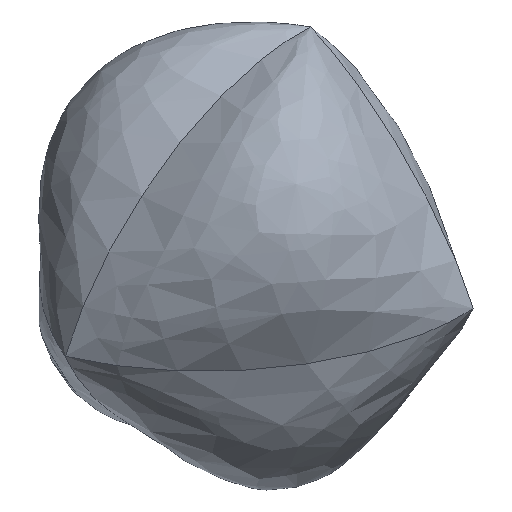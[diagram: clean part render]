
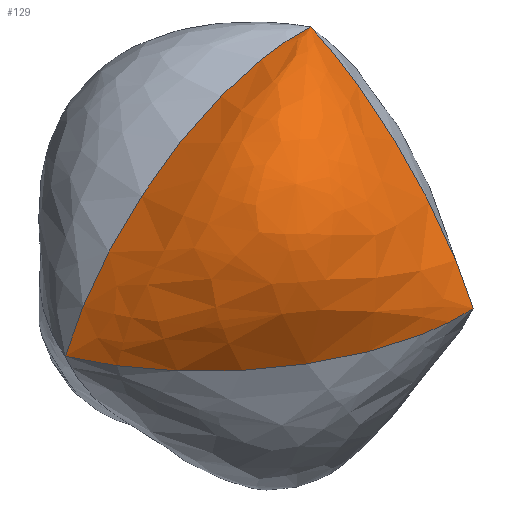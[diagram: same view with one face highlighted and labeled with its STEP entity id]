
A CAD part, isometric view. The second image highlights one B-rep face of the part: STEP entity #129.
In plain terms, the highlighted free-form (B-spline) face has degree [2, 2] with [3, 3] control points.
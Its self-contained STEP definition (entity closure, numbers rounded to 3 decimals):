
#24 = VERTEX_POINT('',#25);
#25 = CARTESIAN_POINT('',(0.,0.,0.05
    ));
#32 = ( BOUNDED_SURFACE() B_SPLINE_SURFACE(2,2,(
    (#33,#34,#35)
    ,(#36,#37,#38)
    ,(#39,#40,#41
)),.UNSPECIFIED.,.F.,.F.,.F.) B_SPLINE_SURFACE_WITH_KNOTS((3,3),(3,3),(
    1.571,3.142),(0.,1.571),
.PIECEWISE_BEZIER_KNOTS.) GEOMETRIC_REPRESENTATION_ITEM() 
RATIONAL_B_SPLINE_SURFACE((
    (1.,0.707,1.)
    ,(0.707,0.5,0.707)
,(1.,0.707,1.))) REPRESENTATION_ITEM('') SURFACE() );
#33 = CARTESIAN_POINT('',(0.,0.05,0.)
  );
#34 = CARTESIAN_POINT('',(0.,0.035,
    0.035));
#35 = CARTESIAN_POINT('',(0.,0.,0.05)
  );
#36 = CARTESIAN_POINT('',(-0.053,0.053,
    0.));
#37 = CARTESIAN_POINT('',(-0.087,0.087,
    0.087));
#38 = CARTESIAN_POINT('',(0.,0.,0.05)
  );
#39 = CARTESIAN_POINT('',(-0.075,0.,
    0.));
#40 = CARTESIAN_POINT('',(-0.053,0.,
    0.053));
#41 = CARTESIAN_POINT('',(0.,0.,0.05
    ));
#67 = VERTEX_POINT('',#68);
#68 = CARTESIAN_POINT('',(-0.075,0.,
    0.));
#99 = EDGE_CURVE('',#67,#24,#100,.T.);
#100 = SURFACE_CURVE('',#101,(#105,#112),.PCURVE_S1.);
#101 = ( BOUNDED_CURVE() B_SPLINE_CURVE(2,(#102,#103,#104),
.UNSPECIFIED.,.F.,.F.) B_SPLINE_CURVE_WITH_KNOTS((3,3),(0.,
1.571),.PIECEWISE_BEZIER_KNOTS.) CURVE() 
GEOMETRIC_REPRESENTATION_ITEM() RATIONAL_B_SPLINE_CURVE((1.,
0.707,1.)) REPRESENTATION_ITEM('') );
#102 = CARTESIAN_POINT('',(-0.075,0.,
    0.));
#103 = CARTESIAN_POINT('',(-0.053,0.,
    0.053));
#104 = CARTESIAN_POINT('',(0.,0.,
    0.05));
#105 = PCURVE('',#32,#106);
#106 = DEFINITIONAL_REPRESENTATION('',(#107),#111);
#107 = LINE('',#108,#109);
#108 = CARTESIAN_POINT('',(3.142,0.));
#109 = VECTOR('',#110,1.);
#110 = DIRECTION('',(0.,1.));
#111 = ( GEOMETRIC_REPRESENTATION_CONTEXT(2) 
PARAMETRIC_REPRESENTATION_CONTEXT() REPRESENTATION_CONTEXT('2D SPACE',''
  ) );
#112 = PCURVE('',#113,#123);
#113 = ( BOUNDED_SURFACE() B_SPLINE_SURFACE(2,2,(
    (#114,#115,#116)
    ,(#117,#118,#119)
    ,(#120,#121,#122
)),.UNSPECIFIED.,.F.,.F.,.F.) B_SPLINE_SURFACE_WITH_KNOTS((3,3),(3,3),(
    3.142,4.712),(0.,1.571),
.PIECEWISE_BEZIER_KNOTS.) GEOMETRIC_REPRESENTATION_ITEM() 
RATIONAL_B_SPLINE_SURFACE((
    (1.,0.707,1.)
    ,(0.707,0.5,0.707)
,(1.,0.707,1.))) REPRESENTATION_ITEM('') SURFACE() );
#114 = CARTESIAN_POINT('',(-0.075,0.,
    0.));
#115 = CARTESIAN_POINT('',(-0.053,0.,
    0.053));
#116 = CARTESIAN_POINT('',(0.,0.,0.05
    ));
#117 = CARTESIAN_POINT('',(-0.053,-0.053,
    0.));
#118 = CARTESIAN_POINT('',(-0.087,-0.087,
    0.087));
#119 = CARTESIAN_POINT('',(0.,0.,
    0.05));
#120 = CARTESIAN_POINT('',(0.,-0.05,
    0.));
#121 = CARTESIAN_POINT('',(0.,-0.035,
    0.035));
#122 = CARTESIAN_POINT('',(0.,0.,
    0.05));
#123 = DEFINITIONAL_REPRESENTATION('',(#124),#128);
#124 = LINE('',#125,#126);
#125 = CARTESIAN_POINT('',(3.142,0.));
#126 = VECTOR('',#127,1.);
#127 = DIRECTION('',(0.,1.));
#128 = ( GEOMETRIC_REPRESENTATION_CONTEXT(2) 
PARAMETRIC_REPRESENTATION_CONTEXT() REPRESENTATION_CONTEXT('2D SPACE',''
  ) );
#129 = ADVANCED_FACE('',(#130),#113,.T.);
#130 = FACE_BOUND('',#131,.T.);
#131 = EDGE_LOOP('',(#132,#133,#166));
#132 = ORIENTED_EDGE('',*,*,#99,.F.);
#133 = ORIENTED_EDGE('',*,*,#134,.T.);
#134 = EDGE_CURVE('',#67,#135,#137,.T.);
#135 = VERTEX_POINT('',#136);
#136 = CARTESIAN_POINT('',(0.,-0.05,
    0.));
#137 = SURFACE_CURVE('',#138,(#142,#149),.PCURVE_S1.);
#138 = ( BOUNDED_CURVE() B_SPLINE_CURVE(2,(#139,#140,#141),
.UNSPECIFIED.,.F.,.F.) B_SPLINE_CURVE_WITH_KNOTS((3,3),(3.142,
4.712),.PIECEWISE_BEZIER_KNOTS.) CURVE() 
GEOMETRIC_REPRESENTATION_ITEM() RATIONAL_B_SPLINE_CURVE((1.,
0.707,1.)) REPRESENTATION_ITEM('') );
#139 = CARTESIAN_POINT('',(-0.075,0.,
    0.));
#140 = CARTESIAN_POINT('',(-0.053,-0.053,
    0.));
#141 = CARTESIAN_POINT('',(0.,-0.05,0.
    ));
#142 = PCURVE('',#113,#143);
#143 = DEFINITIONAL_REPRESENTATION('',(#144),#148);
#144 = LINE('',#145,#146);
#145 = CARTESIAN_POINT('',(0.,0.));
#146 = VECTOR('',#147,1.);
#147 = DIRECTION('',(1.,0.));
#148 = ( GEOMETRIC_REPRESENTATION_CONTEXT(2) 
PARAMETRIC_REPRESENTATION_CONTEXT() REPRESENTATION_CONTEXT('2D SPACE',''
  ) );
#149 = PCURVE('',#150,#160);
#150 = ( BOUNDED_SURFACE() B_SPLINE_SURFACE(2,2,(
    (#151,#152,#153)
    ,(#154,#155,#156)
    ,(#157,#158,#159
)),.UNSPECIFIED.,.F.,.F.,.F.) B_SPLINE_SURFACE_WITH_KNOTS((3,3),(3,3),(
    3.142,4.712),(-1.571,0.),
.PIECEWISE_BEZIER_KNOTS.) GEOMETRIC_REPRESENTATION_ITEM() 
RATIONAL_B_SPLINE_SURFACE((
    (1.,0.707,1.)
    ,(0.707,0.5,0.707)
,(1.,0.707,1.))) REPRESENTATION_ITEM('') SURFACE() );
#151 = CARTESIAN_POINT('',(0.,0.,
    -0.05));
#152 = CARTESIAN_POINT('',(-0.053,0.,
    -0.053));
#153 = CARTESIAN_POINT('',(-0.075,0.,
    0.));
#154 = CARTESIAN_POINT('',(0.,0.,
    -0.05));
#155 = CARTESIAN_POINT('',(-0.087,-0.087,
    -0.087));
#156 = CARTESIAN_POINT('',(-0.053,-0.053,
    0.));
#157 = CARTESIAN_POINT('',(0.,0.,
    -0.05));
#158 = CARTESIAN_POINT('',(0.,-0.035,
    -0.035));
#159 = CARTESIAN_POINT('',(0.,-0.05,0.
    ));
#160 = DEFINITIONAL_REPRESENTATION('',(#161),#165);
#161 = LINE('',#162,#163);
#162 = CARTESIAN_POINT('',(0.,0.));
#163 = VECTOR('',#164,1.);
#164 = DIRECTION('',(1.,0.));
#165 = ( GEOMETRIC_REPRESENTATION_CONTEXT(2) 
PARAMETRIC_REPRESENTATION_CONTEXT() REPRESENTATION_CONTEXT('2D SPACE',''
  ) );
#166 = ORIENTED_EDGE('',*,*,#167,.T.);
#167 = EDGE_CURVE('',#135,#24,#168,.T.);
#168 = SURFACE_CURVE('',#169,(#173,#180),.PCURVE_S1.);
#169 = ( BOUNDED_CURVE() B_SPLINE_CURVE(2,(#170,#171,#172),
.UNSPECIFIED.,.F.,.F.) B_SPLINE_CURVE_WITH_KNOTS((3,3),(0.,
1.571),.PIECEWISE_BEZIER_KNOTS.) CURVE() 
GEOMETRIC_REPRESENTATION_ITEM() RATIONAL_B_SPLINE_CURVE((1.,
0.707,1.)) REPRESENTATION_ITEM('') );
#170 = CARTESIAN_POINT('',(0.,-0.05,
    0.));
#171 = CARTESIAN_POINT('',(0.,-0.035,
    0.035));
#172 = CARTESIAN_POINT('',(0.,0.,
    0.05));
#173 = PCURVE('',#113,#174);
#174 = DEFINITIONAL_REPRESENTATION('',(#175),#179);
#175 = LINE('',#176,#177);
#176 = CARTESIAN_POINT('',(4.712,0.));
#177 = VECTOR('',#178,1.);
#178 = DIRECTION('',(0.,1.));
#179 = ( GEOMETRIC_REPRESENTATION_CONTEXT(2) 
PARAMETRIC_REPRESENTATION_CONTEXT() REPRESENTATION_CONTEXT('2D SPACE',''
  ) );
#180 = PCURVE('',#181,#191);
#181 = ( BOUNDED_SURFACE() B_SPLINE_SURFACE(2,2,(
    (#182,#183,#184)
    ,(#185,#186,#187)
    ,(#188,#189,#190
)),.UNSPECIFIED.,.F.,.F.,.F.) B_SPLINE_SURFACE_WITH_KNOTS((3,3),(3,3),(
    4.712,6.283),(0.,1.571),
.PIECEWISE_BEZIER_KNOTS.) GEOMETRIC_REPRESENTATION_ITEM() 
RATIONAL_B_SPLINE_SURFACE((
    (1.,0.707,1.)
    ,(0.707,0.5,0.707)
,(1.,0.707,1.))) REPRESENTATION_ITEM('') SURFACE() );
#182 = CARTESIAN_POINT('',(0.,-0.05,
    0.));
#183 = CARTESIAN_POINT('',(0.,-0.035,
    0.035));
#184 = CARTESIAN_POINT('',(0.,0.,
    0.05));
#185 = CARTESIAN_POINT('',(0.017,-0.017,
    0.));
#186 = CARTESIAN_POINT('',(0.028,-0.028,
    0.028));
#187 = CARTESIAN_POINT('',(0.,0.,0.05
    ));
#188 = CARTESIAN_POINT('',(0.025,0.,
    0.));
#189 = CARTESIAN_POINT('',(0.017,0.,
    0.017));
#190 = CARTESIAN_POINT('',(0.,0.,0.05
    ));
#191 = DEFINITIONAL_REPRESENTATION('',(#192),#196);
#192 = LINE('',#193,#194);
#193 = CARTESIAN_POINT('',(4.712,0.));
#194 = VECTOR('',#195,1.);
#195 = DIRECTION('',(0.,1.));
#196 = ( GEOMETRIC_REPRESENTATION_CONTEXT(2) 
PARAMETRIC_REPRESENTATION_CONTEXT() REPRESENTATION_CONTEXT('2D SPACE',''
  ) );
